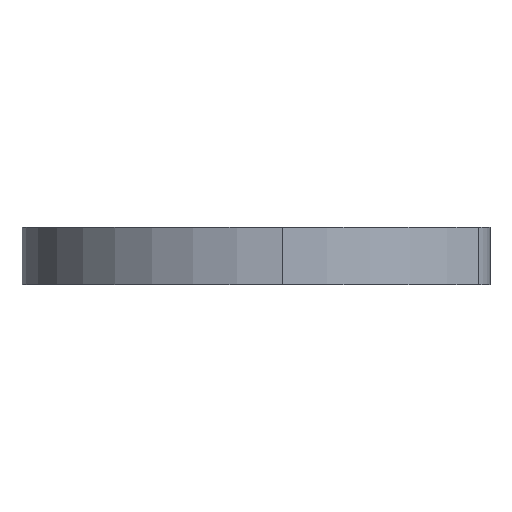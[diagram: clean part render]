
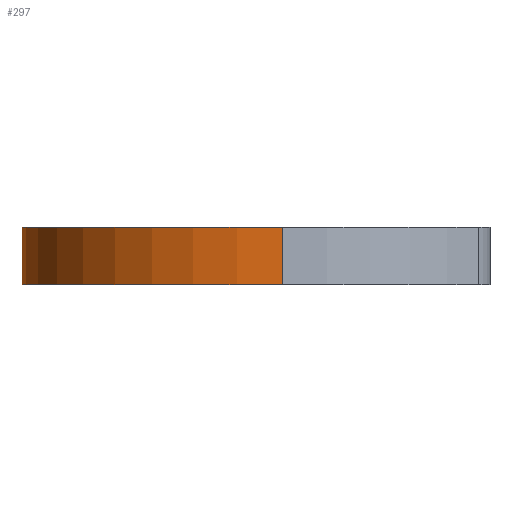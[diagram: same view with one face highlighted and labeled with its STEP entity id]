
A CAD part, left-side view. The second image highlights one B-rep face of the part: STEP entity #297.
In plain terms, the highlighted cylindrical face has radius 1.125 mm (diameter 2.25 mm), a partial arc.
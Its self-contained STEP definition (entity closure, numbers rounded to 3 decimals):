
#10 = DIRECTION ( 'NONE',  ( 1., 0., 0. ) ) ;
#14 = CARTESIAN_POINT ( 'NONE',  ( 1.125, 0., -0.25 ) ) ;
#24 = ORIENTED_EDGE ( 'NONE', *, *, #163, .T. ) ;
#91 = EDGE_LOOP ( 'NONE', ( #540, #24, #359, #597 ) ) ;
#100 = DIRECTION ( 'NONE',  ( 1., 0., 0. ) ) ;
#149 = DIRECTION ( 'NONE',  ( 1., 0., 0. ) ) ;
#155 = CIRCLE ( 'NONE', #218, 1.125 ) ;
#163 = EDGE_CURVE ( 'NONE', #708, #365, #187, .T. ) ;
#187 = LINE ( 'NONE', #749, #248 ) ;
#190 = DIRECTION ( 'NONE',  ( 0., 0., 1. ) ) ;
#202 = CYLINDRICAL_SURFACE ( 'NONE', #346, 1.125 ) ;
#218 = AXIS2_PLACEMENT_3D ( 'NONE', #734, #190, #10 ) ;
#248 = VECTOR ( 'NONE', #368, 1000. ) ;
#255 = DIRECTION ( 'NONE',  ( 0., 0., 1. ) ) ;
#297 = ADVANCED_FACE ( 'NONE', ( #648 ), #202, .T. ) ;
#324 = EDGE_CURVE ( 'NONE', #434, #365, #732, .T. ) ;
#343 = CARTESIAN_POINT ( 'NONE',  ( 1.125, 0., 0. ) ) ;
#346 = AXIS2_PLACEMENT_3D ( 'NONE', #448, #646, #149 ) ;
#359 = ORIENTED_EDGE ( 'NONE', *, *, #324, .F. ) ;
#365 = VERTEX_POINT ( 'NONE', #452 ) ;
#368 = DIRECTION ( 'NONE',  ( 0., 0., 1. ) ) ;
#381 = LINE ( 'NONE', #14, #505 ) ;
#434 = VERTEX_POINT ( 'NONE', #343 ) ;
#448 = CARTESIAN_POINT ( 'NONE',  ( 0., 0., -0.25 ) ) ;
#452 = CARTESIAN_POINT ( 'NONE',  ( -1.125, 0., 0. ) ) ;
#469 = CARTESIAN_POINT ( 'NONE',  ( 1.125, 0., -0.25 ) ) ;
#505 = VECTOR ( 'NONE', #255, 1000. ) ;
#531 = CARTESIAN_POINT ( 'NONE',  ( -1.125, 0., -0.25 ) ) ;
#540 = ORIENTED_EDGE ( 'NONE', *, *, #793, .T. ) ;
#597 = ORIENTED_EDGE ( 'NONE', *, *, #783, .F. ) ;
#633 = AXIS2_PLACEMENT_3D ( 'NONE', #691, #760, #100 ) ;
#646 = DIRECTION ( 'NONE',  ( 0., 0., 1. ) ) ;
#648 = FACE_OUTER_BOUND ( 'NONE', #91, .T. ) ;
#672 = VERTEX_POINT ( 'NONE', #469 ) ;
#691 = CARTESIAN_POINT ( 'NONE',  ( 0., 0., 0. ) ) ;
#708 = VERTEX_POINT ( 'NONE', #531 ) ;
#732 = CIRCLE ( 'NONE', #633, 1.125 ) ;
#734 = CARTESIAN_POINT ( 'NONE',  ( 0., 0., -0.25 ) ) ;
#749 = CARTESIAN_POINT ( 'NONE',  ( -1.125, 0., -0.25 ) ) ;
#760 = DIRECTION ( 'NONE',  ( 0., 0., 1. ) ) ;
#783 = EDGE_CURVE ( 'NONE', #672, #434, #381, .T. ) ;
#793 = EDGE_CURVE ( 'NONE', #672, #708, #155, .T. ) ;
